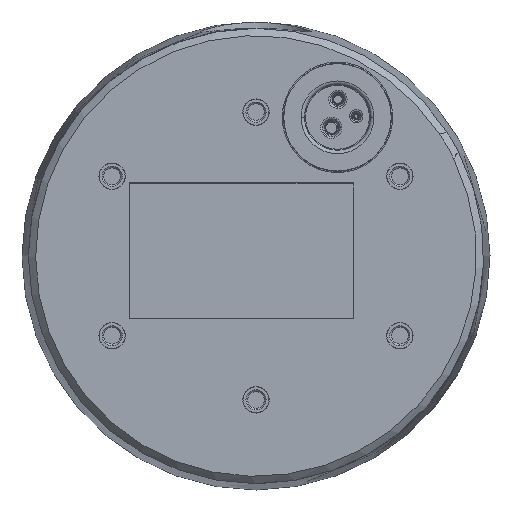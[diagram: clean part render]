
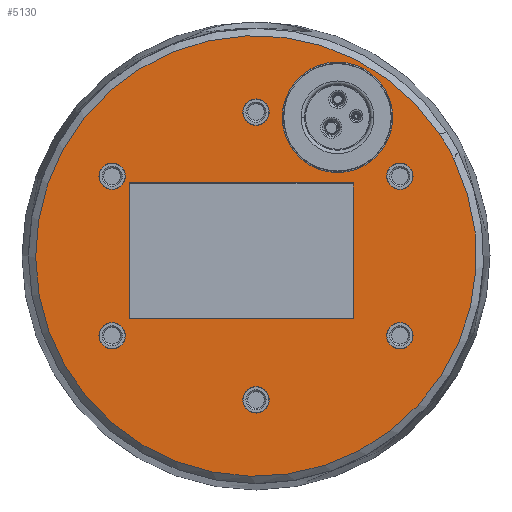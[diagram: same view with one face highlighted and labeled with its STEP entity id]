
A CAD part, front view. The second image highlights one B-rep face of the part: STEP entity #5130.
In plain terms, the highlighted planar face has unit normal (0, -1, 0).
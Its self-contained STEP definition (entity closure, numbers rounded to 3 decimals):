
#273=CARTESIAN_POINT('',(52.822,0.,35.352));
#275=CARTESIAN_POINT('',(0.,0.,0.));
#276=DIRECTION('',(0.,-1.,0.));
#277=DIRECTION('',(0.831,0.,0.556));
#278=AXIS2_PLACEMENT_3D('',#275,#276,#277);
#280=CARTESIAN_POINT('',(57.217,0.,27.68));
#311=DIRECTION('',(0.,0.,-1.));
#312=VECTOR('',#311,39.126);
#313=CARTESIAN_POINT('',(-36.563,0.,21.063));
#314=LINE('',#313,#312);
#315=DIRECTION('',(1.,0.,0.));
#316=VECTOR('',#315,64.626);
#317=CARTESIAN_POINT('',(-36.563,0.,-18.063));
#318=LINE('',#317,#316);
#319=DIRECTION('',(0.,0.,1.));
#320=VECTOR('',#319,39.126);
#321=CARTESIAN_POINT('',(28.063,0.,-18.063));
#322=LINE('',#321,#320);
#323=DIRECTION('',(-1.,0.,0.));
#324=VECTOR('',#323,64.626);
#325=CARTESIAN_POINT('',(28.063,0.,21.063));
#326=LINE('',#325,#324);
#327=CARTESIAN_POINT('',(41.5,0.,-23.));
#328=DIRECTION('',(0.,-1.,0.));
#329=DIRECTION('',(1.,0.,0.));
#330=AXIS2_PLACEMENT_3D('',#327,#328,#329);
#332=CARTESIAN_POINT('',(41.5,0.,-23.));
#333=DIRECTION('',(0.,-1.,0.));
#334=DIRECTION('',(-1.,0.,0.));
#335=AXIS2_PLACEMENT_3D('',#332,#333,#334);
#337=CARTESIAN_POINT('',(0.,0.,-41.5));
#338=DIRECTION('',(0.,-1.,0.));
#339=DIRECTION('',(1.,0.,0.));
#340=AXIS2_PLACEMENT_3D('',#337,#338,#339);
#342=CARTESIAN_POINT('',(0.,0.,-41.5));
#343=DIRECTION('',(0.,-1.,0.));
#344=DIRECTION('',(-1.,0.,0.));
#345=AXIS2_PLACEMENT_3D('',#342,#343,#344);
#347=CARTESIAN_POINT('',(-41.5,0.,-23.));
#348=DIRECTION('',(0.,-1.,0.));
#349=DIRECTION('',(1.,0.,0.));
#350=AXIS2_PLACEMENT_3D('',#347,#348,#349);
#352=CARTESIAN_POINT('',(-41.5,0.,-23.));
#353=DIRECTION('',(0.,-1.,0.));
#354=DIRECTION('',(-1.,0.,0.));
#355=AXIS2_PLACEMENT_3D('',#352,#353,#354);
#357=CARTESIAN_POINT('',(-41.5,0.,23.));
#358=DIRECTION('',(0.,-1.,0.));
#359=DIRECTION('',(1.,0.,0.));
#360=AXIS2_PLACEMENT_3D('',#357,#358,#359);
#362=CARTESIAN_POINT('',(-41.5,0.,23.));
#363=DIRECTION('',(0.,-1.,0.));
#364=DIRECTION('',(-1.,0.,0.));
#365=AXIS2_PLACEMENT_3D('',#362,#363,#364);
#367=CARTESIAN_POINT('',(0.,0.,41.5));
#368=DIRECTION('',(0.,-1.,0.));
#369=DIRECTION('',(1.,0.,0.));
#370=AXIS2_PLACEMENT_3D('',#367,#368,#369);
#372=CARTESIAN_POINT('',(0.,0.,41.5));
#373=DIRECTION('',(0.,-1.,0.));
#374=DIRECTION('',(-1.,0.,0.));
#375=AXIS2_PLACEMENT_3D('',#372,#373,#374);
#377=CARTESIAN_POINT('',(41.5,0.,23.));
#378=DIRECTION('',(0.,-1.,0.));
#379=DIRECTION('',(1.,0.,0.));
#380=AXIS2_PLACEMENT_3D('',#377,#378,#379);
#382=CARTESIAN_POINT('',(41.5,0.,23.));
#383=DIRECTION('',(0.,-1.,0.));
#384=DIRECTION('',(-1.,0.,0.));
#385=AXIS2_PLACEMENT_3D('',#382,#383,#384);
#387=CARTESIAN_POINT('',(0.,0.,0.));
#388=DIRECTION('',(0.,-1.,0.));
#389=DIRECTION('',(0.9,0.,0.435));
#390=AXIS2_PLACEMENT_3D('',#387,#388,#389);
#392=CARTESIAN_POINT('',(23.5,0.,40.));
#393=DIRECTION('',(0.,-1.,0.));
#394=DIRECTION('',(1.,0.,0.));
#395=AXIS2_PLACEMENT_3D('',#392,#393,#394);
#397=CARTESIAN_POINT('',(23.5,0.,40.));
#398=DIRECTION('',(0.,-1.,0.));
#399=DIRECTION('',(-1.,0.,0.));
#400=AXIS2_PLACEMENT_3D('',#397,#398,#399);
#3977=CARTESIAN_POINT('',(45.302,0.,23.));
#3978=CARTESIAN_POINT('',(37.698,0.,23.));
#3979=VERTEX_POINT('',#3977);
#3980=VERTEX_POINT('',#3978);
#3981=CARTESIAN_POINT('',(3.802,0.,41.5));
#3982=CARTESIAN_POINT('',(-3.802,0.,41.5));
#3983=VERTEX_POINT('',#3981);
#3984=VERTEX_POINT('',#3982);
#3985=CARTESIAN_POINT('',(-37.698,0.,23.));
#3986=CARTESIAN_POINT('',(-45.302,0.,23.));
#3987=VERTEX_POINT('',#3985);
#3988=VERTEX_POINT('',#3986);
#3989=CARTESIAN_POINT('',(-37.698,0.,-23.));
#3990=CARTESIAN_POINT('',(-45.302,0.,-23.));
#3991=VERTEX_POINT('',#3989);
#3992=VERTEX_POINT('',#3990);
#3993=CARTESIAN_POINT('',(3.802,0.,-41.5));
#3994=CARTESIAN_POINT('',(-3.802,0.,-41.5));
#3995=VERTEX_POINT('',#3993);
#3996=VERTEX_POINT('',#3994);
#3997=CARTESIAN_POINT('',(45.302,0.,-23.));
#3998=CARTESIAN_POINT('',(37.698,0.,-23.));
#3999=VERTEX_POINT('',#3997);
#4000=VERTEX_POINT('',#3998);
#4020=VERTEX_POINT('',#273);
#4021=VERTEX_POINT('',#280);
#4034=CARTESIAN_POINT('',(-36.563,0.,21.063));
#4035=CARTESIAN_POINT('',(-36.563,0.,-18.063));
#4036=VERTEX_POINT('',#4034);
#4037=VERTEX_POINT('',#4035);
#4038=CARTESIAN_POINT('',(28.063,0.,-18.063));
#4039=VERTEX_POINT('',#4038);
#4040=CARTESIAN_POINT('',(28.063,0.,21.063));
#4041=VERTEX_POINT('',#4040);
#4506=CARTESIAN_POINT('',(39.432,0.,40.));
#4507=CARTESIAN_POINT('',(7.568,0.,40.));
#4508=VERTEX_POINT('',#4506);
#4509=VERTEX_POINT('',#4507);
#5069=CARTESIAN_POINT('',(0.,0.,0.));
#5070=DIRECTION('',(0.,1.,0.));
#5071=DIRECTION('',(1.,0.,0.));
#5072=AXIS2_PLACEMENT_3D('',#5069,#5070,#5071);
#5073=PLANE('',#5072);
#5074=ORIENTED_EDGE('',*,*,#5060,.F.);
#5075=ORIENTED_EDGE('',*,*,#5034,.F.);
#5076=EDGE_LOOP('',(#5074,#5075));
#5077=FACE_OUTER_BOUND('',#5076,.F.);
#5079=ORIENTED_EDGE('',*,*,#5078,.T.);
#5081=ORIENTED_EDGE('',*,*,#5080,.T.);
#5083=ORIENTED_EDGE('',*,*,#5082,.T.);
#5085=ORIENTED_EDGE('',*,*,#5084,.T.);
#5086=EDGE_LOOP('',(#5079,#5081,#5083,#5085));
#5087=FACE_BOUND('',#5086,.F.);
#5089=ORIENTED_EDGE('',*,*,#5088,.T.);
#5091=ORIENTED_EDGE('',*,*,#5090,.T.);
#5092=EDGE_LOOP('',(#5089,#5091));
#5093=FACE_BOUND('',#5092,.F.);
#5095=ORIENTED_EDGE('',*,*,#5094,.T.);
#5097=ORIENTED_EDGE('',*,*,#5096,.T.);
#5098=EDGE_LOOP('',(#5095,#5097));
#5099=FACE_BOUND('',#5098,.F.);
#5101=ORIENTED_EDGE('',*,*,#5100,.T.);
#5103=ORIENTED_EDGE('',*,*,#5102,.T.);
#5104=EDGE_LOOP('',(#5101,#5103));
#5105=FACE_BOUND('',#5104,.F.);
#5107=ORIENTED_EDGE('',*,*,#5106,.T.);
#5109=ORIENTED_EDGE('',*,*,#5108,.T.);
#5110=EDGE_LOOP('',(#5107,#5109));
#5111=FACE_BOUND('',#5110,.F.);
#5113=ORIENTED_EDGE('',*,*,#5112,.T.);
#5115=ORIENTED_EDGE('',*,*,#5114,.T.);
#5116=EDGE_LOOP('',(#5113,#5115));
#5117=FACE_BOUND('',#5116,.F.);
#5119=ORIENTED_EDGE('',*,*,#5118,.T.);
#5121=ORIENTED_EDGE('',*,*,#5120,.T.);
#5122=EDGE_LOOP('',(#5119,#5121));
#5123=FACE_BOUND('',#5122,.F.);
#5125=ORIENTED_EDGE('',*,*,#5124,.T.);
#5127=ORIENTED_EDGE('',*,*,#5126,.T.);
#5128=EDGE_LOOP('',(#5125,#5127));
#5129=FACE_BOUND('',#5128,.F.);
#5130=ADVANCED_FACE('',(#5077,#5087,#5093,#5099,#5105,#5111,#5117,#5123,#5129),
#5073,.F.);
#279=CIRCLE('',#278,63.561);
#331=CIRCLE('',#330,3.802);
#336=CIRCLE('',#335,3.802);
#341=CIRCLE('',#340,3.802);
#346=CIRCLE('',#345,3.802);
#351=CIRCLE('',#350,3.802);
#356=CIRCLE('',#355,3.802);
#361=CIRCLE('',#360,3.802);
#366=CIRCLE('',#365,3.802);
#371=CIRCLE('',#370,3.802);
#376=CIRCLE('',#375,3.802);
#381=CIRCLE('',#380,3.802);
#386=CIRCLE('',#385,3.802);
#391=CIRCLE('',#390,63.561);
#396=CIRCLE('',#395,15.932);
#401=CIRCLE('',#400,15.932);
#5034=EDGE_CURVE('',#4020,#4021,#279,.T.);
#5060=EDGE_CURVE('',#4021,#4020,#391,.T.);
#5078=EDGE_CURVE('',#4036,#4037,#314,.T.);
#5080=EDGE_CURVE('',#4037,#4039,#318,.T.);
#5082=EDGE_CURVE('',#4039,#4041,#322,.T.);
#5084=EDGE_CURVE('',#4041,#4036,#326,.T.);
#5088=EDGE_CURVE('',#3999,#4000,#331,.T.);
#5090=EDGE_CURVE('',#4000,#3999,#336,.T.);
#5094=EDGE_CURVE('',#3995,#3996,#341,.T.);
#5096=EDGE_CURVE('',#3996,#3995,#346,.T.);
#5100=EDGE_CURVE('',#3991,#3992,#351,.T.);
#5102=EDGE_CURVE('',#3992,#3991,#356,.T.);
#5106=EDGE_CURVE('',#3987,#3988,#361,.T.);
#5108=EDGE_CURVE('',#3988,#3987,#366,.T.);
#5112=EDGE_CURVE('',#3983,#3984,#371,.T.);
#5114=EDGE_CURVE('',#3984,#3983,#376,.T.);
#5118=EDGE_CURVE('',#3979,#3980,#381,.T.);
#5120=EDGE_CURVE('',#3980,#3979,#386,.T.);
#5124=EDGE_CURVE('',#4508,#4509,#396,.T.);
#5126=EDGE_CURVE('',#4509,#4508,#401,.T.);
